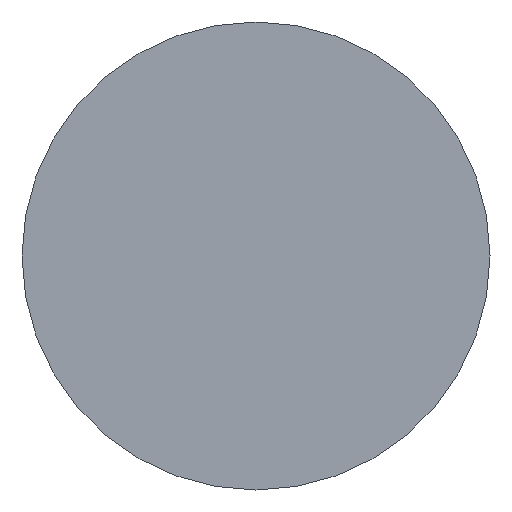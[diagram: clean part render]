
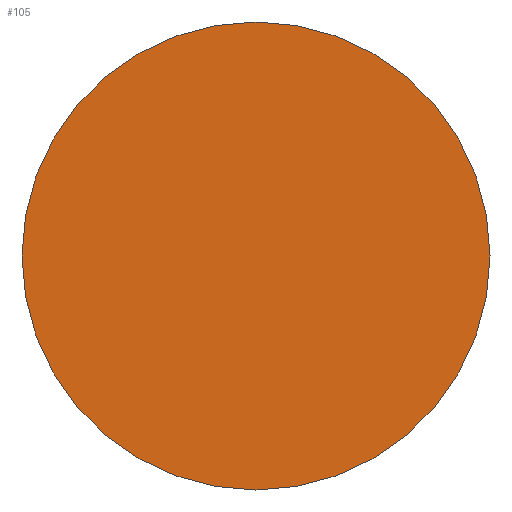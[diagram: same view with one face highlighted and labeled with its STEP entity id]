
A CAD part, left-side view. The second image highlights one B-rep face of the part: STEP entity #105.
In plain terms, the highlighted planar face has unit normal (-1, 0, 0).
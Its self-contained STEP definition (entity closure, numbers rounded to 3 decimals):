
#10 = CIRCLE ( 'NONE', #56, 5.5 ) ;
#21 = EDGE_CURVE ( 'NONE', #130, #45, #10, .T. ) ;
#33 = DIRECTION ( 'NONE',  ( 1., 0., 0. ) ) ;
#40 = EDGE_CURVE ( 'NONE', #45, #130, #110, .T. ) ;
#41 = ORIENTED_EDGE ( 'NONE', *, *, #21, .F. ) ;
#45 = VERTEX_POINT ( 'NONE', #81 ) ;
#49 = CARTESIAN_POINT ( 'NONE',  ( -1.5, 0., 0. ) ) ;
#55 = CARTESIAN_POINT ( 'NONE',  ( -1.5, 0., 0. ) ) ;
#56 = AXIS2_PLACEMENT_3D ( 'NONE', #55, #151, #68 ) ;
#60 = DIRECTION ( 'NONE',  ( 1., 0., 0. ) ) ;
#68 = DIRECTION ( 'NONE',  ( 0., 0., -1. ) ) ;
#75 = DIRECTION ( 'NONE',  ( 0., 0., -1. ) ) ;
#78 = AXIS2_PLACEMENT_3D ( 'NONE', #49, #33, #129 ) ;
#81 = CARTESIAN_POINT ( 'NONE',  ( -1.5, 0., -5.5 ) ) ;
#85 = ORIENTED_EDGE ( 'NONE', *, *, #40, .F. ) ;
#87 = CARTESIAN_POINT ( 'NONE',  ( -1.5, 0., 5.5 ) ) ;
#94 = EDGE_LOOP ( 'NONE', ( #41, #85 ) ) ;
#103 = FACE_OUTER_BOUND ( 'NONE', #94, .T. ) ;
#105 = ADVANCED_FACE ( 'NONE', ( #103 ), #144, .F. ) ;
#110 = CIRCLE ( 'NONE', #78, 5.5 ) ;
#129 = DIRECTION ( 'NONE',  ( 0., 0., -1. ) ) ;
#130 = VERTEX_POINT ( 'NONE', #87 ) ;
#144 = PLANE ( 'NONE',  #161 ) ;
#151 = DIRECTION ( 'NONE',  ( 1., 0., 0. ) ) ;
#161 = AXIS2_PLACEMENT_3D ( 'NONE', #174, #60, #75 ) ;
#174 = CARTESIAN_POINT ( 'NONE',  ( -1.5, 0., 0. ) ) ;
